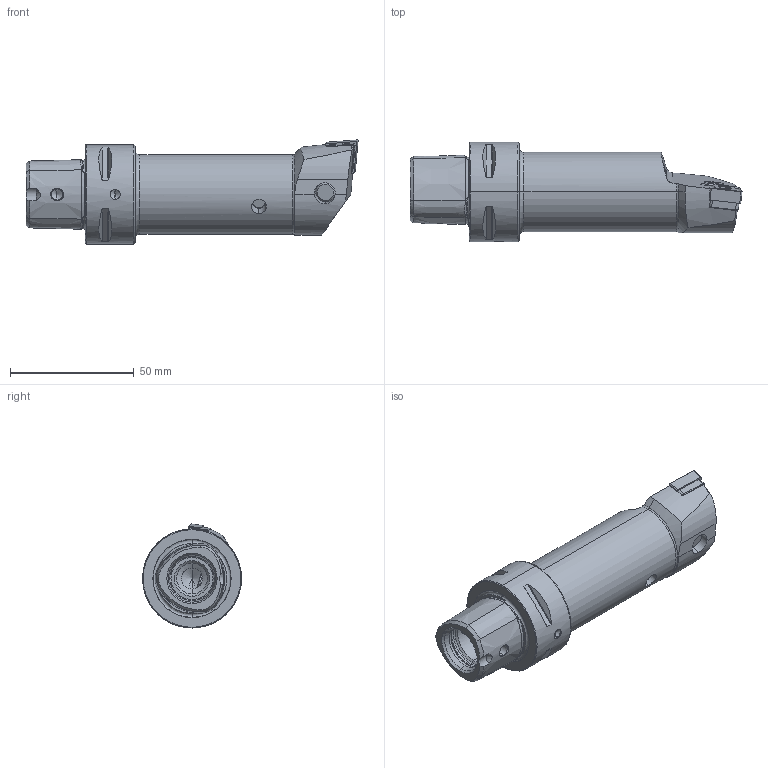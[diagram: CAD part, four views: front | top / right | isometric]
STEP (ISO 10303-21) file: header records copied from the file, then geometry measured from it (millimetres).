
FILE_DESCRIPTION (( 'STEP AP203' ), '1' );
FILE_NAME ('PS4-PCD.LLB.110.STEP', '2012-06-06T08:23:01', ( 'baer' ), ( 'Hewlett-Packard Company' ), 'SwSTEP 2.0', 'SolidWorks 2012', '' );
FILE_SCHEMA (( 'CONFIG_CONTROL_DESIGN' ));
Length unit declared in the file: millimetre
Products named in the file (8): PS4-PCD.LLB.110; WCD-ER1.101.000; WCD-ER4.101.017_A; WCD-ER2.101.003_A; CNMG120404; WCD-ER3.101.000_A; KVT_MB_600_060; PS4-PCD.LLB.110_A
Assembly tree (7 placements, depth 2):
  PS4-PCD.LLB.110
    PS4-PCD.LLB.110_A
    KVT_MB_600_060
    WCD-ER3.101.000_A
    CNMG120404
    WCD-ER2.101.003_A
    WCD-ER4.101.017_A
    WCD-ER1.101.000
Bounding box: 134 x 40 x 42 mm (x, y, z)
Volume: 90725.5 mm3; surface area: 22285.2 mm2
Topology: 8 solids, 8 shells, 367 faces, 896 edges, 536 vertices
Faces by surface type: cone 120, plane 94, cylinder 90, torus 48, bspline 13, sphere 2
Entity records: 12606 total; most frequent: CARTESIAN_POINT 3528, ORIENTED_EDGE 1750, DIRECTION 1712, EDGE_CURVE 875, AXIS2_PLACEMENT_3D 679, VERTEX_POINT 533, EDGE_LOOP 390, FACE_OUTER_BOUND 367
